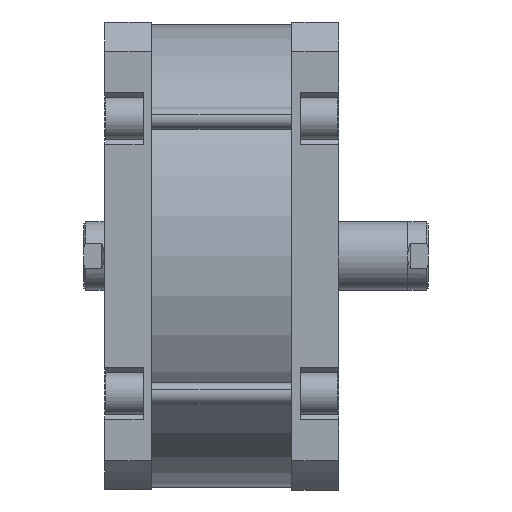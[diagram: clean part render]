
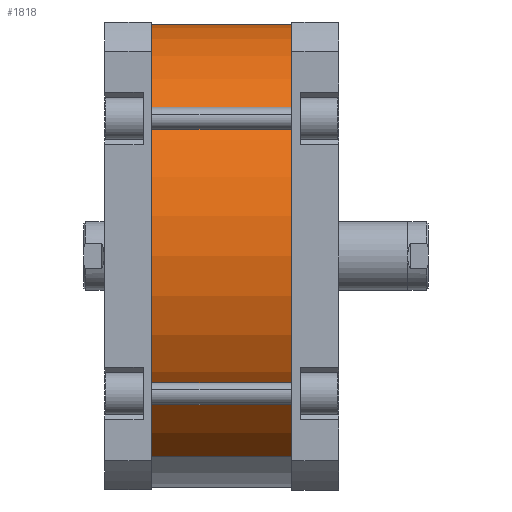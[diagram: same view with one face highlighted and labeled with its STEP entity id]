
A CAD part, front view. The second image highlights one B-rep face of the part: STEP entity #1818.
In plain terms, the highlighted cylindrical face has radius 168 mm (diameter 336 mm), a partial arc.
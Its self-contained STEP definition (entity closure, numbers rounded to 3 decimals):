
#184 = EDGE_CURVE ( 'NONE', #5475, #5477, #4760, .T. ) ;
#186 = EDGE_CURVE ( 'NONE', #5476, #5478, #4763, .T. ) ;
#187 = EDGE_CURVE ( 'NONE', #5476, #5475, #4765, .T. ) ;
#189 = EDGE_CURVE ( 'NONE', #5478, #5477, #4769, .T. ) ;
#632 = DIRECTION ( 'NONE',  ( 0., 0., -1. ) ) ;
#635 = DIRECTION ( 'NONE',  ( -1., 0., 0. ) ) ;
#656 = CARTESIAN_POINT ( 'NONE',  ( 0., 0., 102. ) ) ;
#1367 = CARTESIAN_POINT ( 'NONE',  ( 168., 0., 102. ) ) ;
#1368 = CARTESIAN_POINT ( 'NONE',  ( -168., 0., 102. ) ) ;
#1369 = CARTESIAN_POINT ( 'NONE',  ( 168., 0., 0. ) ) ;
#1370 = CARTESIAN_POINT ( 'NONE',  ( -168., 0., 0. ) ) ;
#1818 = ADVANCED_FACE ( 'NONE', ( #3744 ), #3749, .T. ) ;
#2016 = AXIS2_PLACEMENT_3D ( 'NONE', #2762, #2764, #2765 ) ;
#2020 = AXIS2_PLACEMENT_3D ( 'NONE', #2763, #2770, #2771 ) ;
#2250 = AXIS2_PLACEMENT_3D ( 'NONE', #656, #632, #635 ) ;
#2747 = CARTESIAN_POINT ( 'NONE',  ( -168., 0., 102. ) ) ;
#2750 = CARTESIAN_POINT ( 'NONE',  ( 168., 0., 102. ) ) ;
#2757 = DIRECTION ( 'NONE',  ( 0., 0., -1. ) ) ;
#2761 = DIRECTION ( 'NONE',  ( 0., 0., -1. ) ) ;
#2762 = CARTESIAN_POINT ( 'NONE',  ( 0., 0., 102. ) ) ;
#2763 = CARTESIAN_POINT ( 'NONE',  ( 0., 0., 0. ) ) ;
#2764 = DIRECTION ( 'NONE',  ( 0., 0., 1. ) ) ;
#2765 = DIRECTION ( 'NONE',  ( 1., 0., 0. ) ) ;
#2770 = DIRECTION ( 'NONE',  ( 0., 0., 1. ) ) ;
#2771 = DIRECTION ( 'NONE',  ( 1., 0., 0. ) ) ;
#3744 = FACE_OUTER_BOUND ( 'NONE', #4496, .T. ) ;
#3749 = CYLINDRICAL_SURFACE ( 'NONE', #2250, 168. ) ;
#4259 = ORIENTED_EDGE ( 'NONE', *, *, #184, .F. ) ;
#4260 = ORIENTED_EDGE ( 'NONE', *, *, #187, .F. ) ;
#4261 = ORIENTED_EDGE ( 'NONE', *, *, #186, .T. ) ;
#4262 = ORIENTED_EDGE ( 'NONE', *, *, #189, .T. ) ;
#4496 = EDGE_LOOP ( 'NONE', ( #4259, #4260, #4261, #4262 ) ) ;
#4749 = VECTOR ( 'NONE', #2757, 1000. ) ;
#4757 = VECTOR ( 'NONE', #2761, 1000. ) ;
#4760 = LINE ( 'NONE', #2750, #4749 ) ;
#4763 = LINE ( 'NONE', #2747, #4757 ) ;
#4765 = CIRCLE ( 'NONE', #2016, 168. ) ;
#4769 = CIRCLE ( 'NONE', #2020, 168. ) ;
#5475 = VERTEX_POINT ( 'NONE', #1367 ) ;
#5476 = VERTEX_POINT ( 'NONE', #1368 ) ;
#5477 = VERTEX_POINT ( 'NONE', #1369 ) ;
#5478 = VERTEX_POINT ( 'NONE', #1370 ) ;
